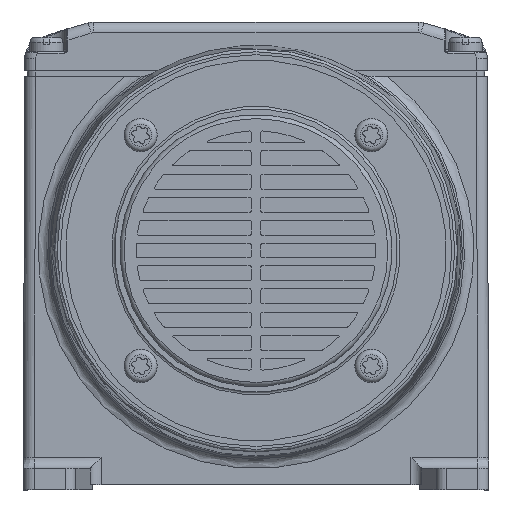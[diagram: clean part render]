
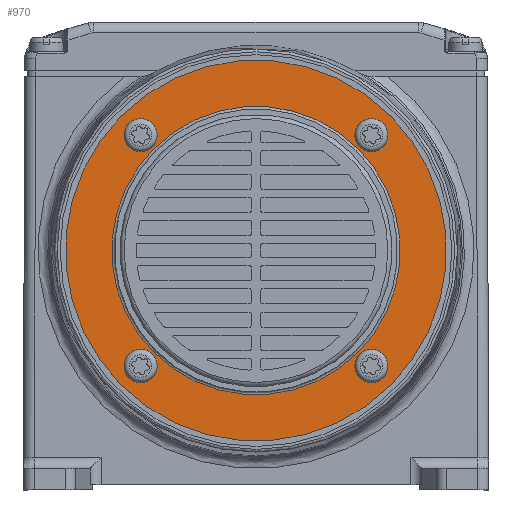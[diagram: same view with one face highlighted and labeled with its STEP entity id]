
A CAD part, left-side view. The second image highlights one B-rep face of the part: STEP entity #970.
In plain terms, the highlighted planar face has unit normal (-1, 0, 0).
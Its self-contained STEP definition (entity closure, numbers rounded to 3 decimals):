
#970 = ADVANCED_FACE( '', ( #2532, #2533, #2534, #2535, #2536, #2537 ), #2538, .F. );
#2532 = FACE_OUTER_BOUND( '', #5085, .T. );
#2533 = FACE_BOUND( '', #5086, .T. );
#2534 = FACE_BOUND( '', #5087, .T. );
#2535 = FACE_BOUND( '', #5088, .T. );
#2536 = FACE_BOUND( '', #5089, .T. );
#2537 = FACE_BOUND( '', #5090, .T. );
#2538 = PLANE( '', #5091 );
#5085 = EDGE_LOOP( '', ( #9753 ) );
#5086 = EDGE_LOOP( '', ( #9754 ) );
#5087 = EDGE_LOOP( '', ( #9755 ) );
#5088 = EDGE_LOOP( '', ( #9756 ) );
#5089 = EDGE_LOOP( '', ( #9757 ) );
#5090 = EDGE_LOOP( '', ( #9758 ) );
#5091 = AXIS2_PLACEMENT_3D( '', #9759, #9760, #9761 );
#9753 = ORIENTED_EDGE( '', *, *, #15694, .T. );
#9754 = ORIENTED_EDGE( '', *, *, #15695, .T. );
#9755 = ORIENTED_EDGE( '', *, *, #15696, .T. );
#9756 = ORIENTED_EDGE( '', *, *, #15697, .T. );
#9757 = ORIENTED_EDGE( '', *, *, #15130, .T. );
#9758 = ORIENTED_EDGE( '', *, *, #15698, .T. );
#9759 = CARTESIAN_POINT( '', ( -63.2, -18.385, 61.385 ) );
#9760 = DIRECTION( '', ( 1., 0., 0. ) );
#9761 = DIRECTION( '', ( 0., 1., 0. ) );
#15130 = EDGE_CURVE( '', #17680, #17680, #17681, .T. );
#15694 = EDGE_CURVE( '', #18663, #18663, #18664, .T. );
#15695 = EDGE_CURVE( '', #18665, #18665, #18666, .T. );
#15696 = EDGE_CURVE( '', #18667, #18667, #18668, .T. );
#15697 = EDGE_CURVE( '', #18669, #18669, #18670, .T. );
#15698 = EDGE_CURVE( '', #18671, #18671, #18672, .T. );
#17680 = VERTEX_POINT( '', #21415 );
#17681 = CIRCLE( '', #21416, 3.05 );
#18663 = VERTEX_POINT( '', #23013 );
#18664 = CIRCLE( '', #23014, 35. );
#18665 = VERTEX_POINT( '', #23015 );
#18666 = CIRCLE( '', #23016, 26.5 );
#18667 = VERTEX_POINT( '', #23017 );
#18668 = CIRCLE( '', #23018, 3.05 );
#18669 = VERTEX_POINT( '', #23019 );
#18670 = CIRCLE( '', #23020, 3.05 );
#18671 = VERTEX_POINT( '', #23021 );
#18672 = CIRCLE( '', #23022, 3.05 );
#21415 = CARTESIAN_POINT( '', ( -63.2, 19.057, 62.057 ) );
#21416 = AXIS2_PLACEMENT_3D( '', #27501, #27502, #27503 );
#23013 = CARTESIAN_POINT( '', ( -63.2, -24.749, 18.251 ) );
#23014 = AXIS2_PLACEMENT_3D( '', #28323, #28324, #28325 );
#23015 = CARTESIAN_POINT( '', ( -63.2, -18.738, 24.262 ) );
#23016 = AXIS2_PLACEMENT_3D( '', #28326, #28327, #28328 );
#23017 = CARTESIAN_POINT( '', ( -63.2, -19.057, 23.943 ) );
#23018 = AXIS2_PLACEMENT_3D( '', #28329, #28330, #28331 );
#23019 = CARTESIAN_POINT( '', ( -63.2, 19.057, 19.63 ) );
#23020 = AXIS2_PLACEMENT_3D( '', #28332, #28333, #28334 );
#23021 = CARTESIAN_POINT( '', ( -63.2, -23.37, 62.057 ) );
#23022 = AXIS2_PLACEMENT_3D( '', #28335, #28336, #28337 );
#27501 = CARTESIAN_POINT( '', ( -63.2, 21.213, 64.213 ) );
#27502 = DIRECTION( '', ( 1., 0., 0. ) );
#27503 = DIRECTION( '', ( 0., -0.707, -0.707 ) );
#28323 = CARTESIAN_POINT( '', ( -63.2, 0., 43. ) );
#28324 = DIRECTION( '', ( -1., 0., 0. ) );
#28325 = DIRECTION( '', ( 0., -0.707, -0.707 ) );
#28326 = CARTESIAN_POINT( '', ( -63.2, 0., 43. ) );
#28327 = DIRECTION( '', ( 1., 0., 0. ) );
#28328 = DIRECTION( '', ( 0., -0.707, -0.707 ) );
#28329 = CARTESIAN_POINT( '', ( -63.2, -21.213, 21.787 ) );
#28330 = DIRECTION( '', ( 1., 0., 0. ) );
#28331 = DIRECTION( '', ( 0., 0.707, 0.707 ) );
#28332 = CARTESIAN_POINT( '', ( -63.2, 21.213, 21.787 ) );
#28333 = DIRECTION( '', ( 1., 0., 0. ) );
#28334 = DIRECTION( '', ( 0., -0.707, -0.707 ) );
#28335 = CARTESIAN_POINT( '', ( -63.2, -21.213, 64.213 ) );
#28336 = DIRECTION( '', ( 1., 0., 0. ) );
#28337 = DIRECTION( '', ( 0., -0.707, -0.707 ) );
